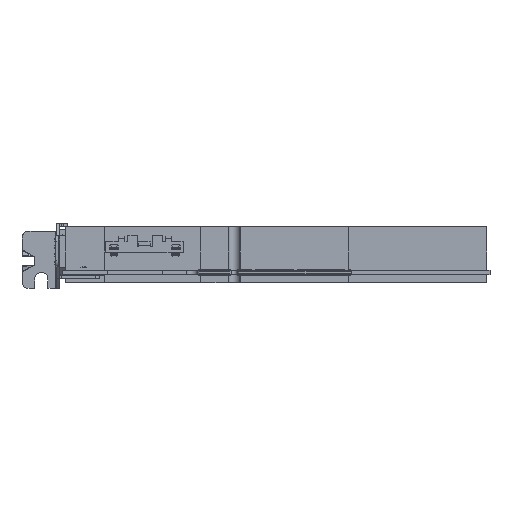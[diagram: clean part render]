
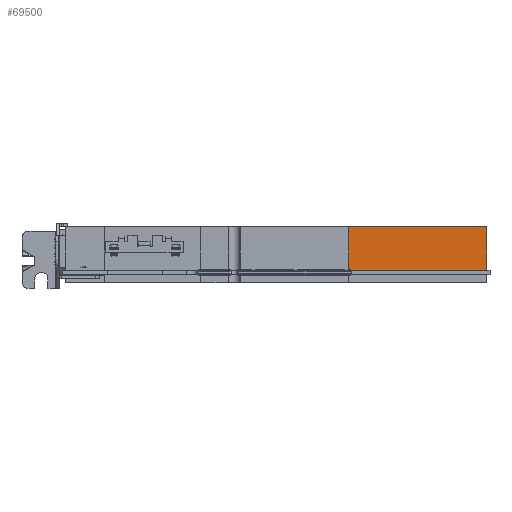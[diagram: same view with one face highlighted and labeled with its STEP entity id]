
A CAD part, front view. The second image highlights one B-rep face of the part: STEP entity #69500.
In plain terms, the highlighted planar face has unit normal (0, 1, 0).
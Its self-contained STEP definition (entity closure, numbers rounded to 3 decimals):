
#5760=FACE_OUTER_BOUND('',#9626,.T.);
#9626=EDGE_LOOP('',(#47387,#47388,#47389,#47390));
#14023=LINE('',#98741,#22054);
#14026=LINE('',#98747,#22057);
#14027=LINE('',#98749,#22058);
#14028=LINE('',#98750,#22059);
#22054=VECTOR('',#79760,10.);
#22057=VECTOR('',#79765,10.);
#22058=VECTOR('',#79766,10.);
#22059=VECTOR('',#79767,10.);
#30037=VERTEX_POINT('',#98737);
#30039=VERTEX_POINT('',#98740);
#30041=VERTEX_POINT('',#98746);
#30042=VERTEX_POINT('',#98748);
#36844=EDGE_CURVE('',#30037,#30039,#14023,.T.);
#36847=EDGE_CURVE('',#30041,#30037,#14026,.T.);
#36848=EDGE_CURVE('',#30041,#30042,#14027,.T.);
#36849=EDGE_CURVE('',#30042,#30039,#14028,.T.);
#47387=ORIENTED_EDGE('',*,*,#36847,.F.);
#47388=ORIENTED_EDGE('',*,*,#36848,.T.);
#47389=ORIENTED_EDGE('',*,*,#36849,.T.);
#47390=ORIENTED_EDGE('',*,*,#36844,.F.);
#66668=PLANE('',#73687);
#69500=ADVANCED_FACE('',(#5760),#66668,.F.);
#73687=AXIS2_PLACEMENT_3D('',#98745,#79763,#79764);
#79760=DIRECTION('',(0.,0.,1.));
#79763=DIRECTION('center_axis',(0.,-1.,0.));
#79764=DIRECTION('ref_axis',(1.,0.,0.));
#79765=DIRECTION('',(1.,0.,0.));
#79766=DIRECTION('',(0.,0.,1.));
#79767=DIRECTION('',(1.,0.,0.));
#98737=CARTESIAN_POINT('',(141.25,13.751,0.788));
#98740=CARTESIAN_POINT('',(141.25,13.751,15.258));
#98741=CARTESIAN_POINT('',(141.25,13.751,0.788));
#98745=CARTESIAN_POINT('Origin',(95.291,13.751,0.788));
#98746=CARTESIAN_POINT('',(95.291,13.751,0.788));
#98747=CARTESIAN_POINT('',(95.291,13.751,0.788));
#98748=CARTESIAN_POINT('',(95.291,13.751,15.258));
#98749=CARTESIAN_POINT('',(95.291,13.751,0.788));
#98750=CARTESIAN_POINT('',(95.291,13.751,15.258));
